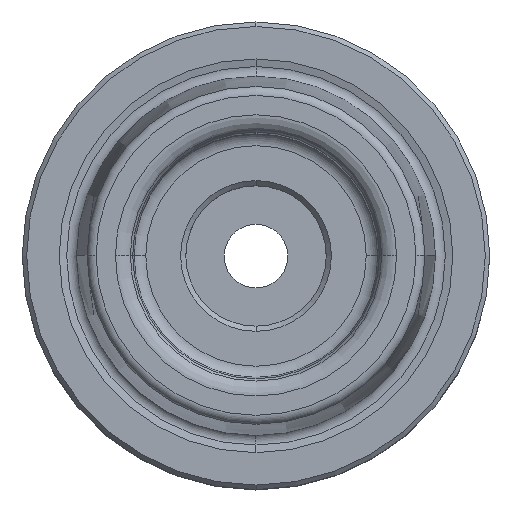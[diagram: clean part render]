
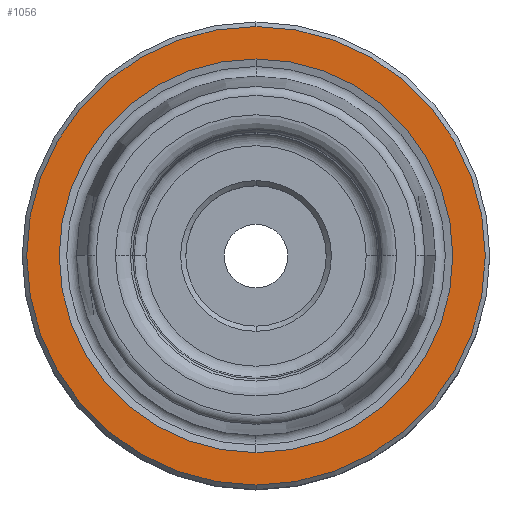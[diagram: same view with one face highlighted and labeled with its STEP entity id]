
A CAD part, top view. The second image highlights one B-rep face of the part: STEP entity #1056.
In plain terms, the highlighted planar face has unit normal (0, 0, 1).
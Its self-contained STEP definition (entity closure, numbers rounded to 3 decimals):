
#794=VERTEX_POINT('NONE',#2217);
#890=VERTEX_POINT('NONE',#2322);
#924=VERTEX_POINT('NONE',#2363);
#1056=ADVANCED_FACE('NONE',(#2513,#2514),#2515,.F.);
#1296=EDGE_CURVE('NONE',#1348,#890,#2779,.T.);
#1320=EDGE_CURVE('NONE',#794,#924,#2805,.T.);
#1348=VERTEX_POINT('NONE',#2834);
#1860=EDGE_CURVE('NONE',#924,#794,#3414,.T.);
#1928=EDGE_CURVE('NONE',#890,#1348,#3490,.T.);
#2217=CARTESIAN_POINT('',(0.0,21.026,0.));
#2322=CARTESIAN_POINT('',(0.,24.495,0.));
#2363=CARTESIAN_POINT('',(0.,-21.026,0.));
#2513=FACE_OUTER_BOUND('',#4266,.T.);
#2514=FACE_BOUND('',#4267,.T.);
#2515=PLANE('',#4268);
#2779=CIRCLE('',#4663,24.495);
#2805=CIRCLE('',#4698,21.026);
#2834=CARTESIAN_POINT('',(0.,-24.495,0.));
#3414=CIRCLE('',#5503,21.026);
#3490=CIRCLE('',#5605,24.495);
#4266=EDGE_LOOP('',(#6446,#6447));
#4267=EDGE_LOOP('',(#6448,#6449));
#4268=AXIS2_PLACEMENT_3D('',#6450,#6451,#6452);
#4663=AXIS2_PLACEMENT_3D('',#6776,#6777,#6778);
#4698=AXIS2_PLACEMENT_3D('',#6805,#6806,#6807);
#5503=AXIS2_PLACEMENT_3D('',#7611,#7612,#7613);
#5605=AXIS2_PLACEMENT_3D('',#7701,#7702,#7703);
#6446=ORIENTED_EDGE('',*,*,#1296,.T.);
#6447=ORIENTED_EDGE('',*,*,#1928,.T.);
#6448=ORIENTED_EDGE('',*,*,#1320,.F.);
#6449=ORIENTED_EDGE('',*,*,#1860,.F.);
#6450=CARTESIAN_POINT('',(0.0,-19.731,0.));
#6451=DIRECTION('',(0.0,0.0,-1.0));
#6452=DIRECTION('',(0.0,-1.0,0.0));
#6776=CARTESIAN_POINT('',(0.,0.,0.));
#6777=DIRECTION('',(0.0,-0.0,1.0));
#6778=DIRECTION('',(1.0,0.0,0.0));
#6805=CARTESIAN_POINT('',(0.,0.,0.));
#6806=DIRECTION('',(0.0,-0.0,1.0));
#6807=DIRECTION('',(1.0,0.0,0.0));
#7611=CARTESIAN_POINT('',(0.,0.,0.));
#7612=DIRECTION('',(0.0,-0.0,1.0));
#7613=DIRECTION('',(1.0,0.0,0.0));
#7701=CARTESIAN_POINT('',(0.,0.,0.));
#7702=DIRECTION('',(0.0,-0.0,1.0));
#7703=DIRECTION('',(1.0,0.0,0.0));
